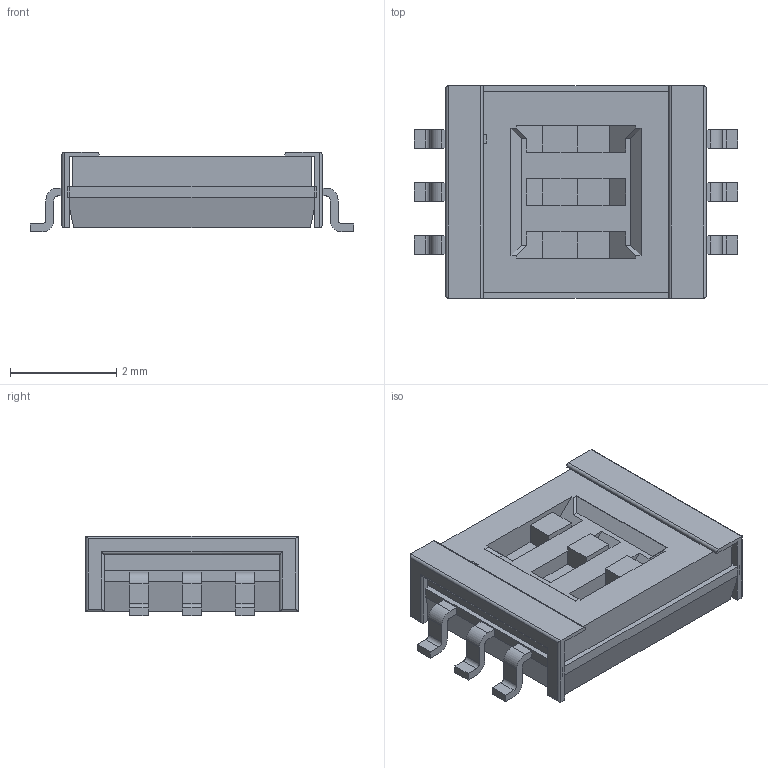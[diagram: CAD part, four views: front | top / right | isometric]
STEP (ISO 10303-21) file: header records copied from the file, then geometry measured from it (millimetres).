
FILE_DESCRIPTION(/* description */ ('model of SW_DIP_SPSTx03_Slide_Copal_CVS-03xB_W5.9mm_P1mm'),/* implementation_level */ '2;1');
FILE_NAME(/* name */ 'SW_DIP_SPSTx03_Slide_Copal_CVS-03xB_W5.9mm_P1mm.step',/* time_stamp */ '2018-12-27T15:22:17',/* author */ ('Terje Io','https://github.com/terjeio'),/* organization */ ('FreeCAD'),/* preprocessor_version */ 'OCC',/* originating_system */ 'kicad StepUp',/* authorisation */ '');
FILE_SCHEMA(('AUTOMOTIVE_DESIGN { 1 0 10303 214 1 1 1 1 }'));
Length unit declared in the file: millimetre
Products named in the file (1): SW_DIP_SPSTx03_Slide_Copal_CVS_03xB_W59mm_P1mm
Bounding box: 6.1 x 4 x 1.5 mm (x, y, z)
Volume: 23.7 mm3; surface area: 82.4 mm2
Topology: 1 solids, 1 shells, 199 faces, 545 edges, 348 vertices
Faces by surface type: plane 149, cylinder 42, bspline 8
Entity records: 4265 total; most frequent: ORIENTED_EDGE 874, CARTESIAN_POINT 663, EDGE_CURVE 545, LINE 379, VERTEX_POINT 348, AXIS2_PLACEMENT_3D 228, FACE_BOUND 207, EDGE_LOOP 207
